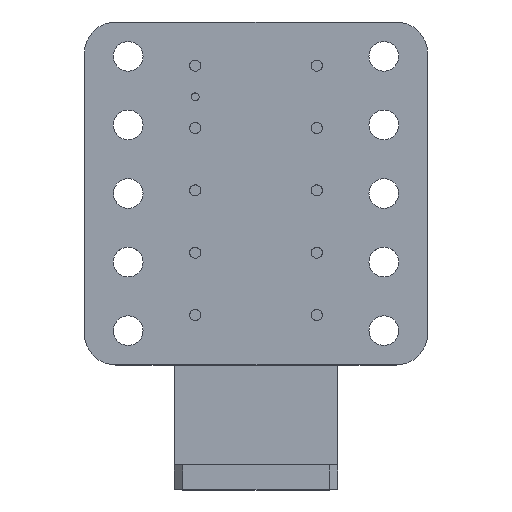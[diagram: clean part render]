
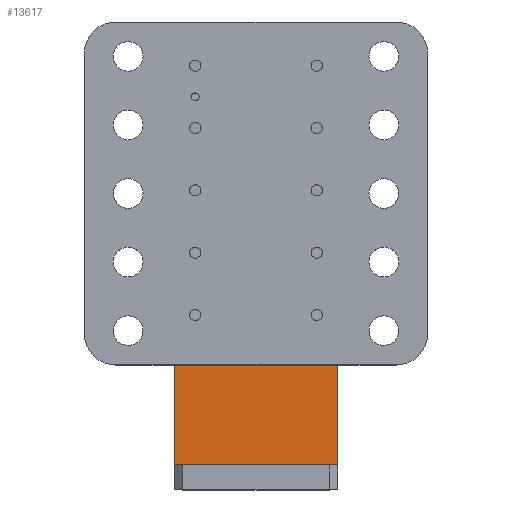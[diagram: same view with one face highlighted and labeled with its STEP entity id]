
A CAD part, top view. The second image highlights one B-rep face of the part: STEP entity #13617.
In plain terms, the highlighted planar face has unit normal (0, 0, 1).
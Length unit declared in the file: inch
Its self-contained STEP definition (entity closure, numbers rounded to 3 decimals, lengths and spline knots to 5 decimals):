
#63 = VECTOR ( 'NONE', #9355, 39.37008 ) ;
#278 = LINE ( 'NONE', #4762, #9667 ) ;
#341 = CARTESIAN_POINT ( 'NONE',  ( 0.656, 1., 0.25 ) ) ;
#1111 = VECTOR ( 'NONE', #3148, 39.37008 ) ;
#1413 = DIRECTION ( 'NONE',  ( 1., 0., 0. ) ) ;
#1769 = EDGE_CURVE ( 'NONE', #3624, #11764, #7504, .T. ) ;
#2700 = DIRECTION ( 'NONE',  ( -1., 0., 0. ) ) ;
#3148 = DIRECTION ( 'NONE',  ( 0., 1., 0. ) ) ;
#3505 = ORIENTED_EDGE ( 'NONE', *, *, #12513, .F. ) ;
#3624 = VERTEX_POINT ( 'NONE', #8597 ) ;
#4762 = CARTESIAN_POINT ( 'NONE',  ( -0.656, 0.2, 0.25 ) ) ;
#4787 = LINE ( 'NONE', #8110, #63 ) ;
#4872 = FACE_OUTER_BOUND ( 'NONE', #7175, .T. ) ;
#5003 = VERTEX_POINT ( 'NONE', #11511 ) ;
#5019 = DIRECTION ( 'NONE',  ( 0., 0., 1. ) ) ;
#5077 = CARTESIAN_POINT ( 'NONE',  ( -0.656, 1., 0.25 ) ) ;
#5230 = VERTEX_POINT ( 'NONE', #9702 ) ;
#5507 = LINE ( 'NONE', #12258, #1111 ) ;
#6997 = EDGE_CURVE ( 'NONE', #5003, #5230, #278, .T. ) ;
#7150 = PLANE ( 'NONE',  #12065 ) ;
#7175 = EDGE_LOOP ( 'NONE', ( #3505, #10835, #10814, #10480 ) ) ;
#7504 = LINE ( 'NONE', #5077, #12761 ) ;
#8110 = CARTESIAN_POINT ( 'NONE',  ( 0.656, 0.2, 0.25 ) ) ;
#8597 = CARTESIAN_POINT ( 'NONE',  ( -0.656, 1., 0.25 ) ) ;
#9355 = DIRECTION ( 'NONE',  ( 0., -1., 0. ) ) ;
#9511 = EDGE_CURVE ( 'NONE', #5230, #3624, #5507, .T. ) ;
#9667 = VECTOR ( 'NONE', #2700, 39.37008 ) ;
#9702 = CARTESIAN_POINT ( 'NONE',  ( -0.656, 0.2, 0.25 ) ) ;
#10480 = ORIENTED_EDGE ( 'NONE', *, *, #6997, .F. ) ;
#10795 = DIRECTION ( 'NONE',  ( 1., 0., 0. ) ) ;
#10814 = ORIENTED_EDGE ( 'NONE', *, *, #9511, .F. ) ;
#10835 = ORIENTED_EDGE ( 'NONE', *, *, #1769, .F. ) ;
#11469 = CARTESIAN_POINT ( 'NONE',  ( -0.656, 3.75, 0.25 ) ) ;
#11511 = CARTESIAN_POINT ( 'NONE',  ( 0.656, 0.2, 0.25 ) ) ;
#11764 = VERTEX_POINT ( 'NONE', #341 ) ;
#12065 = AXIS2_PLACEMENT_3D ( 'NONE', #11469, #5019, #1413 ) ;
#12258 = CARTESIAN_POINT ( 'NONE',  ( -0.656, 0.2, 0.25 ) ) ;
#12513 = EDGE_CURVE ( 'NONE', #11764, #5003, #4787, .T. ) ;
#12761 = VECTOR ( 'NONE', #10795, 39.37008 ) ;
#13617 = ADVANCED_FACE ( 'NONE', ( #4872 ), #7150, .T. ) ;
